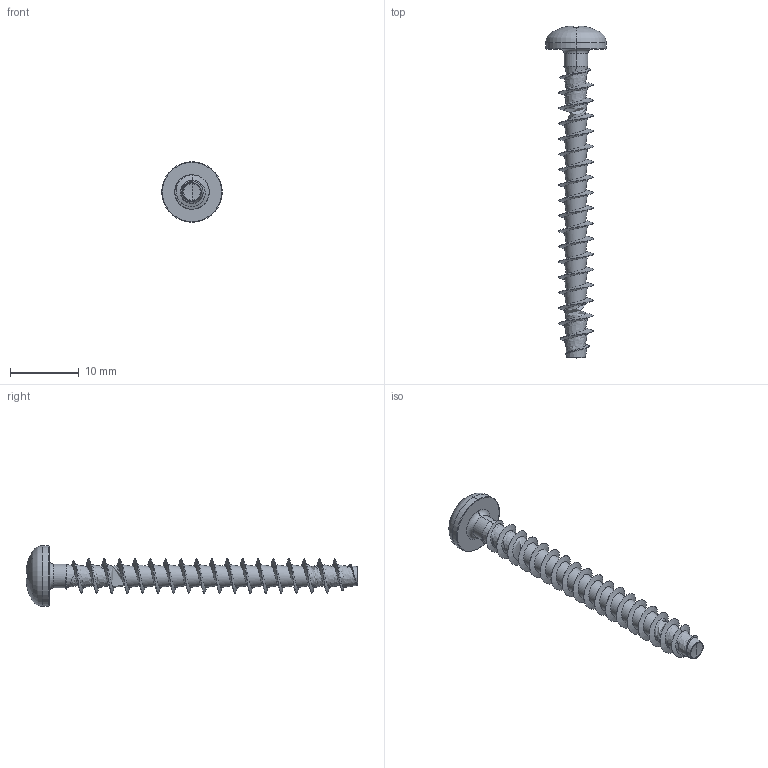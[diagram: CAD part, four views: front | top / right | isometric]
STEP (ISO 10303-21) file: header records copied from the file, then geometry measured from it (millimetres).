
FILE_DESCRIPTION (( 'STEP AP203' ), '1' );
FILE_NAME ('STP32A0500450.STEP', '2017-11-16T19:47:29', ( '' ), ( '' ), 'SwSTEP 2.0', 'SolidWorks 2015', '' );
FILE_SCHEMA (( 'CONFIG_CONTROL_DESIGN' ));
Products named in the file (1): STP32A0500450
Bounding box: 8.8 x 48.35 x 8.8 mm (x, y, z)
Volume: 540.4 mm3; surface area: 1001.7 mm2
Topology: 1 solids, 1 shells, 159 faces, 351 edges, 194 vertices
Faces by surface type: bspline 48, torus 28, sphere 28, cylinder 25, plane 22, cone 8
Entity records: 27513 total; most frequent: CARTESIAN_POINT 24238, ORIENTED_EDGE 698, DIRECTION 651, EDGE_CURVE 349, AXIS2_PLACEMENT_3D 297, VERTEX_POINT 194, CIRCLE 185, EDGE_LOOP 161
